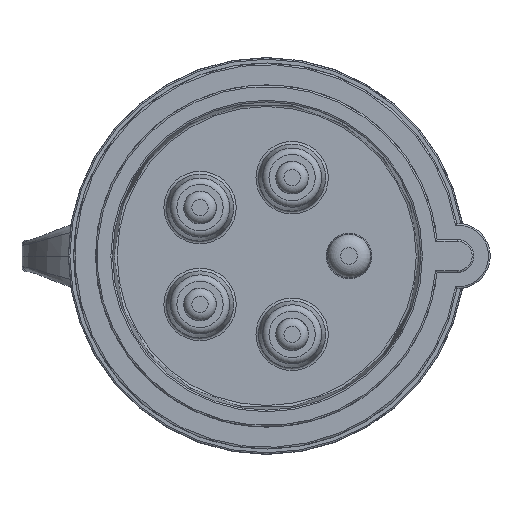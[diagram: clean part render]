
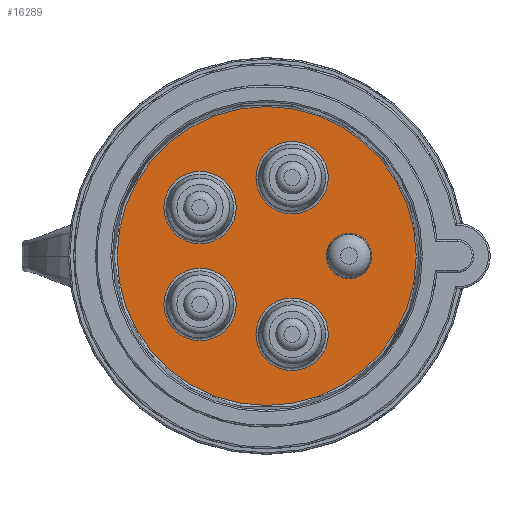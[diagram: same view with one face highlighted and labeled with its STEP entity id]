
A CAD part, left-side view. The second image highlights one B-rep face of the part: STEP entity #16289.
In plain terms, the highlighted planar face has unit normal (-1, 0, 0).
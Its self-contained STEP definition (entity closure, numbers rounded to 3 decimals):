
#905 = AXIS2_PLACEMENT_3D ( 'NONE', #6247, #22922, #8633 ) ;
#1617 = CIRCLE ( 'NONE', #24731, 6.655 ) ;
#2030 = EDGE_LOOP ( 'NONE', ( #28931 ) ) ;
#2053 = DIRECTION ( 'NONE',  ( -1., 0., 0. ) ) ;
#2321 = CIRCLE ( 'NONE', #12491, 4.181 ) ;
#2433 = CIRCLE ( 'NONE', #20856, 27.504 ) ;
#2480 = CARTESIAN_POINT ( 'NONE',  ( -3., 18.911, 8.905 ) ) ;
#3221 = DIRECTION ( 'NONE',  ( 1., 0., 0. ) ) ;
#4728 = EDGE_CURVE ( 'NONE', #27573, #27573, #2321, .T. ) ;
#5370 = EDGE_LOOP ( 'NONE', ( #21860 ) ) ;
#5397 = DIRECTION ( 'NONE',  ( 0., 0., -1. ) ) ;
#5492 = ORIENTED_EDGE ( 'NONE', *, *, #9512, .F. ) ;
#6188 = FACE_BOUND ( 'NONE', #20041, .T. ) ;
#6247 = CARTESIAN_POINT ( 'NONE',  ( -3., -4.682, -14.409 ) ) ;
#6968 = DIRECTION ( 'NONE',  ( 1., 0., 0. ) ) ;
#7827 = VERTEX_POINT ( 'NONE', #21346 ) ;
#8043 = EDGE_CURVE ( 'NONE', #7827, #7827, #24621, .T. ) ;
#8633 = DIRECTION ( 'NONE',  ( 0., 1., 0. ) ) ;
#9375 = CARTESIAN_POINT ( 'NONE',  ( -3., 12.257, 8.905 ) ) ;
#9512 = EDGE_CURVE ( 'NONE', #26084, #26084, #2433, .T. ) ;
#10265 = CIRCLE ( 'NONE', #13790, 6.655 ) ;
#10452 = CARTESIAN_POINT ( 'NONE',  ( -3., 0., 0. ) ) ;
#11027 = FACE_BOUND ( 'NONE', #5370, .T. ) ;
#11127 = ORIENTED_EDGE ( 'NONE', *, *, #8043, .T. ) ;
#11756 = CARTESIAN_POINT ( 'NONE',  ( -3., -15.15, -4.181 ) ) ;
#11796 = DIRECTION ( 'NONE',  ( 0., 1., 0. ) ) ;
#12070 = CARTESIAN_POINT ( 'NONE',  ( -3., 1.973, -14.409 ) ) ;
#12491 = AXIS2_PLACEMENT_3D ( 'NONE', #16343, #2053, #18706 ) ;
#12891 = DIRECTION ( 'NONE',  ( 0., 0., -1. ) ) ;
#13288 = EDGE_LOOP ( 'NONE', ( #29422 ) ) ;
#13790 = AXIS2_PLACEMENT_3D ( 'NONE', #21261, #6968, #23640 ) ;
#14392 = ORIENTED_EDGE ( 'NONE', *, *, #18638, .T. ) ;
#14919 = CARTESIAN_POINT ( 'NONE',  ( -3., 0., 0. ) ) ;
#16289 = ADVANCED_FACE ( 'NONE', ( #18103, #30001, #6188, #23725, #17363, #11027 ), #19154, .F. ) ;
#16343 = CARTESIAN_POINT ( 'NONE',  ( -3., -15.15, 0. ) ) ;
#16785 = VERTEX_POINT ( 'NONE', #2480 ) ;
#16990 = AXIS2_PLACEMENT_3D ( 'NONE', #17469, #3221, #19894 ) ;
#17363 = FACE_BOUND ( 'NONE', #2030, .T. ) ;
#17469 = CARTESIAN_POINT ( 'NONE',  ( -3., -4.682, 14.409 ) ) ;
#18103 = FACE_OUTER_BOUND ( 'NONE', #22604, .T. ) ;
#18638 = EDGE_CURVE ( 'NONE', #23865, #23865, #10265, .T. ) ;
#18706 = DIRECTION ( 'NONE',  ( 0., 0., -1. ) ) ;
#19154 = PLANE ( 'NONE',  #24903 ) ;
#19700 = DIRECTION ( 'NONE',  ( 1., 0., 0. ) ) ;
#19894 = DIRECTION ( 'NONE',  ( 0., 1., 0. ) ) ;
#20041 = EDGE_LOOP ( 'NONE', ( #11127 ) ) ;
#20613 = EDGE_CURVE ( 'NONE', #16785, #16785, #1617, .T. ) ;
#20856 = AXIS2_PLACEMENT_3D ( 'NONE', #10452, #27123, #12891 ) ;
#21261 = CARTESIAN_POINT ( 'NONE',  ( -3., 12.257, -8.905 ) ) ;
#21346 = CARTESIAN_POINT ( 'NONE',  ( -3., 1.973, 14.409 ) ) ;
#21860 = ORIENTED_EDGE ( 'NONE', *, *, #4728, .F. ) ;
#22604 = EDGE_LOOP ( 'NONE', ( #5492 ) ) ;
#22922 = DIRECTION ( 'NONE',  ( 1., 0., 0. ) ) ;
#23276 = CIRCLE ( 'NONE', #905, 6.655 ) ;
#23640 = DIRECTION ( 'NONE',  ( 0., 1., 0. ) ) ;
#23725 = FACE_BOUND ( 'NONE', #24785, .T. ) ;
#23740 = CARTESIAN_POINT ( 'NONE',  ( -3., 0., -27.504 ) ) ;
#23865 = VERTEX_POINT ( 'NONE', #26200 ) ;
#24621 = CIRCLE ( 'NONE', #16990, 6.655 ) ;
#24731 = AXIS2_PLACEMENT_3D ( 'NONE', #9375, #26036, #11796 ) ;
#24785 = EDGE_LOOP ( 'NONE', ( #14392 ) ) ;
#24903 = AXIS2_PLACEMENT_3D ( 'NONE', #14919, #19700, #5397 ) ;
#26036 = DIRECTION ( 'NONE',  ( 1., 0., 0. ) ) ;
#26084 = VERTEX_POINT ( 'NONE', #23740 ) ;
#26200 = CARTESIAN_POINT ( 'NONE',  ( -3., 18.911, -8.905 ) ) ;
#26836 = EDGE_CURVE ( 'NONE', #27938, #27938, #23276, .T. ) ;
#27123 = DIRECTION ( 'NONE',  ( 1., 0., 0. ) ) ;
#27573 = VERTEX_POINT ( 'NONE', #11756 ) ;
#27938 = VERTEX_POINT ( 'NONE', #12070 ) ;
#28931 = ORIENTED_EDGE ( 'NONE', *, *, #26836, .T. ) ;
#29422 = ORIENTED_EDGE ( 'NONE', *, *, #20613, .T. ) ;
#30001 = FACE_BOUND ( 'NONE', #13288, .T. ) ;
